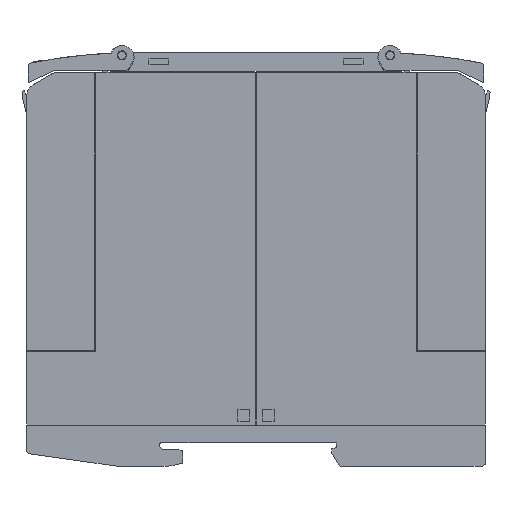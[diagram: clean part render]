
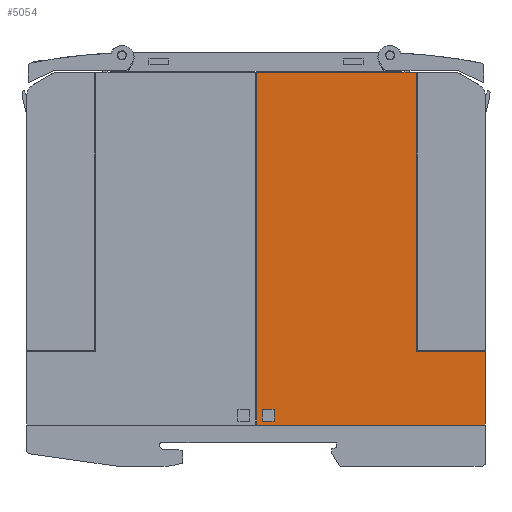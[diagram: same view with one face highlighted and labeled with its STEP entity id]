
A CAD part, left-side view. The second image highlights one B-rep face of the part: STEP entity #5054.
In plain terms, the highlighted planar face has unit normal (-1, 0, 0).
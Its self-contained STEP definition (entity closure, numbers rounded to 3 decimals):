
#5054=ADVANCED_FACE('',(#10294,#10295),#10296,.T.);
#10294=FACE_BOUND('',#15600,.T.);
#10295=FACE_OUTER_BOUND('',#15601,.T.);
#10296=PLANE('',#15602);
#15600=EDGE_LOOP('',(#31688,#31689,#31690,#31691));
#15601=EDGE_LOOP('',(#31692,#31693,#31694,#31695,#31696,#31697));
#15602=AXIS2_PLACEMENT_3D('',#31698,#31699,#31700);
#31688=ORIENTED_EDGE('',*,*,#38627,.T.);
#31689=ORIENTED_EDGE('',*,*,#38603,.T.);
#31690=ORIENTED_EDGE('',*,*,#38611,.T.);
#31691=ORIENTED_EDGE('',*,*,#38624,.T.);
#31692=ORIENTED_EDGE('',*,*,#33957,.T.);
#31693=ORIENTED_EDGE('',*,*,#33983,.T.);
#31694=ORIENTED_EDGE('',*,*,#38634,.T.);
#31695=ORIENTED_EDGE('',*,*,#38617,.F.);
#31696=ORIENTED_EDGE('',*,*,#38635,.T.);
#31697=ORIENTED_EDGE('',*,*,#38630,.T.);
#31698=CARTESIAN_POINT('',(0.0,25.949,9.001));
#31699=DIRECTION('',(-1.0,0.0,0.0));
#31700=DIRECTION('',(0.0,-1.0,0.0));
#33957=EDGE_CURVE('',#41342,#41346,#41348,.T.);
#33983=EDGE_CURVE('',#41346,#41398,#41399,.T.);
#38603=EDGE_CURVE('',#48232,#48230,#48233,.T.);
#38611=EDGE_CURVE('',#48230,#48241,#48243,.T.);
#38617=EDGE_CURVE('',#48252,#48254,#48255,.T.);
#38624=EDGE_CURVE('',#48241,#48264,#48266,.T.);
#38627=EDGE_CURVE('',#48264,#48232,#48269,.T.);
#38630=EDGE_CURVE('',#48272,#41342,#48273,.T.);
#38634=EDGE_CURVE('',#41398,#48254,#48278,.T.);
#38635=EDGE_CURVE('',#48252,#48272,#48279,.T.);
#41342=VERTEX_POINT('',#52632);
#41346=VERTEX_POINT('',#52638);
#41348=LINE('',#52641,#52642);
#41398=VERTEX_POINT('',#52716);
#41399=LINE('',#52717,#52718);
#48230=VERTEX_POINT('',#63001);
#48232=VERTEX_POINT('',#63004);
#48233=LINE('',#63005,#63006);
#48241=VERTEX_POINT('',#63018);
#48243=LINE('',#63021,#63022);
#48252=VERTEX_POINT('',#63034);
#48254=VERTEX_POINT('',#63037);
#48255=LINE('',#63038,#63039);
#48264=VERTEX_POINT('',#63052);
#48266=LINE('',#63055,#63056);
#48269=LINE('',#63060,#63061);
#48272=VERTEX_POINT('',#63064);
#48273=LINE('',#63065,#63066);
#48278=LINE('',#63073,#63074);
#48279=LINE('',#63075,#63076);
#52632=CARTESIAN_POINT('',(0.0,0.999,25.101));
#52638=CARTESIAN_POINT('',(0.0,16.099,25.101));
#52641=CARTESIAN_POINT('',(0.0,17.224,25.101));
#52642=VECTOR('',#65170,1.0);
#52716=CARTESIAN_POINT('',(0.0,16.099,85.801));
#52717=CARTESIAN_POINT('',(0.0,16.099,32.226));
#52718=VECTOR('',#65195,1.0);
#63001=CARTESIAN_POINT('',(0.0,46.999,12.401));
#63004=CARTESIAN_POINT('',(0.0,49.599,12.401));
#63005=CARTESIAN_POINT('',(0.0,37.124,12.401));
#63006=VECTOR('',#69561,1.0);
#63018=CARTESIAN_POINT('',(0.0,46.999,9.801));
#63021=CARTESIAN_POINT('',(0.0,46.999,10.051));
#63022=VECTOR('',#69567,1.0);
#63034=CARTESIAN_POINT('',(0.0,50.899,9.001));
#63037=CARTESIAN_POINT('',(0.0,50.899,85.801));
#63038=CARTESIAN_POINT('',(0.0,50.899,9.001));
#63039=VECTOR('',#69572,1.0);
#63052=CARTESIAN_POINT('',(0.0,49.599,9.801));
#63055=CARTESIAN_POINT('',(0.0,37.124,9.801));
#63056=VECTOR('',#69578,1.0);
#63060=CARTESIAN_POINT('',(0.0,49.599,10.051));
#63061=VECTOR('',#69580,1.0);
#63064=CARTESIAN_POINT('',(0.0,0.999,9.001));
#63065=CARTESIAN_POINT('',(0.0,0.999,9.001));
#63066=VECTOR('',#69581,1.0);
#63073=CARTESIAN_POINT('',(0.0,50.899,85.801));
#63074=VECTOR('',#69584,1.0);
#63075=CARTESIAN_POINT('',(0.0,50.899,9.001));
#63076=VECTOR('',#69585,1.0);
#65170=DIRECTION('',(0.0,1.0,-0.0));
#65195=DIRECTION('',(0.0,0.0,1.0));
#69561=DIRECTION('',(-0.0,-1.0,-0.0));
#69567=DIRECTION('',(-0.0,-0.0,-1.0));
#69572=DIRECTION('',(0.0,0.0,1.0));
#69578=DIRECTION('',(0.0,1.0,-0.0));
#69580=DIRECTION('',(0.0,0.0,1.0));
#69581=DIRECTION('',(0.0,0.0,1.0));
#69584=DIRECTION('',(0.0,1.0,-0.0));
#69585=DIRECTION('',(0.0,-1.0,0.0));
